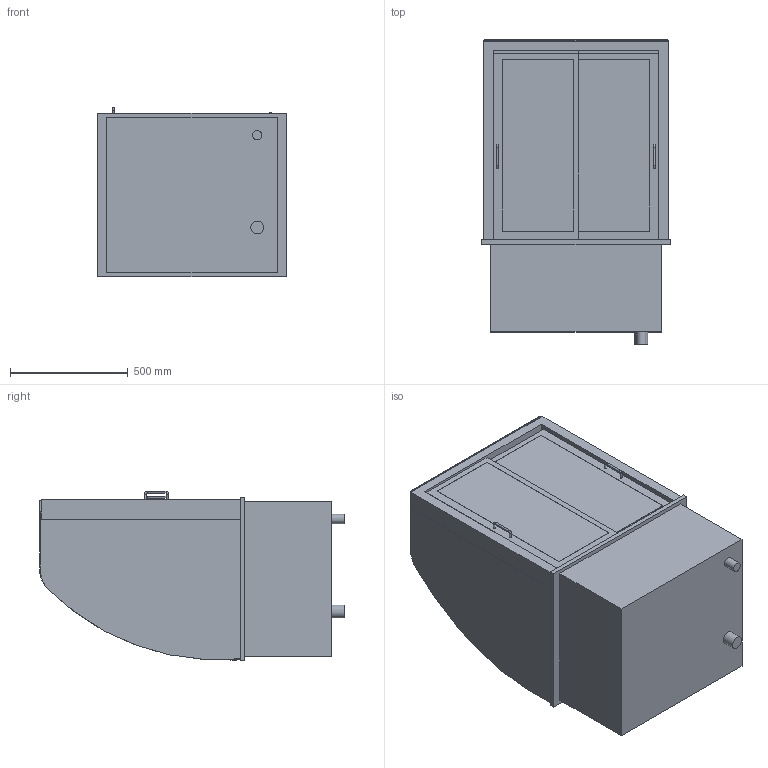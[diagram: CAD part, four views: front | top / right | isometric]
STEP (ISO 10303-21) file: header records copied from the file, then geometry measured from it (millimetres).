
FILE_DESCRIPTION(/* description */ ('Einbaukühlvitrine: zentralgekühlt'),/* implementation_level */ '2;1');
FILE_NAME(/* name */ '3D-AKE-00006454.stp',/* time_stamp */ '2023-05-12T10:45:31+02:00',/* author */ ('marina.schachner'),/* organization */ (''),/* preprocessor_version */ 'ST-DEVELOPER v18.1',/* originating_system */ 'Autodesk Inventor 2020',/* authorisation */ '');
FILE_SCHEMA (('AUTOMOTIVE_DESIGN { 1 0 10303 214 3 1 1 }'));
Length unit declared in the file: millimetre
Products named in the file (1): 3D-AKE-00006454
Bounding box: 800 x 1299 x 721 mm (x, y, z)
Volume: 95007221.2 mm3; surface area: 13652731.3 mm2
Topology: 45 solids, 45 shells, 441 faces, 1057 edges, 710 vertices
Faces by surface type: plane 358, cylinder 79, torus 4
Full cylindrical faces by diameter (mm): 8 x6, 40 x1, 55 x1
Entity records: 12743 total; most frequent: CARTESIAN_POINT 2209, DIRECTION 2127, ORIENTED_EDGE 2114, EDGE_CURVE 1057, LINE 871, VECTOR 871, VERTEX_POINT 710, AXIS2_PLACEMENT_3D 628
